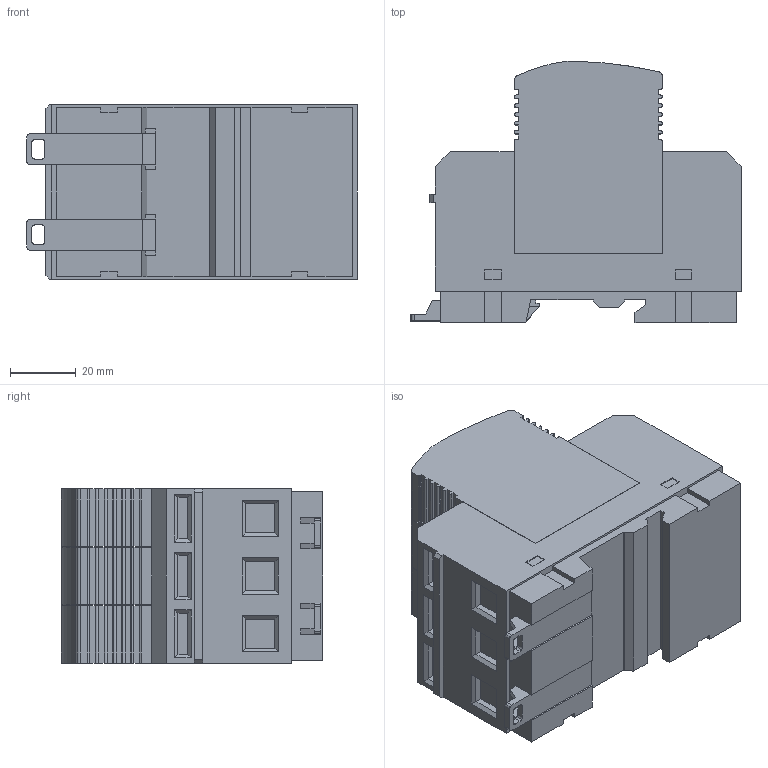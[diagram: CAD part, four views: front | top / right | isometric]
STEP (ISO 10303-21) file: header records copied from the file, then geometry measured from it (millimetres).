
FILE_DESCRIPTION (( 'STEP AP214' ), '1' );
FILE_NAME ('ﾃﾑﾂ12-230_12.5 3+0.STEP', '2024-04-09T13:57:12', ( '' ), ( '' ), 'SwSTEP 2.0', 'SolidWorks 2018', '' );
FILE_SCHEMA (( 'AUTOMOTIVE_DESIGN' ));
Length unit declared in the file: millimetre
Products named in the file (1): ﾃﾑﾂ12-230_12.5 3+0
Bounding box: 100.5 x 79.46 x 53 mm (x, y, z)
Volume: 301239.8 mm3; surface area: 54714.2 mm2
Topology: 6 solids, 6 shells, 714 faces, 1923 edges, 1246 vertices
Faces by surface type: plane 446, cylinder 156, cone 96, torus 8, sphere 8
Entity records: 25079 total; most frequent: CARTESIAN_POINT 4124, ORIENTED_EDGE 3846, DIRECTION 3783, EDGE_CURVE 1923, VECTOR 1301, LINE 1301, VERTEX_POINT 1246, AXIS2_PLACEMENT_3D 1241
